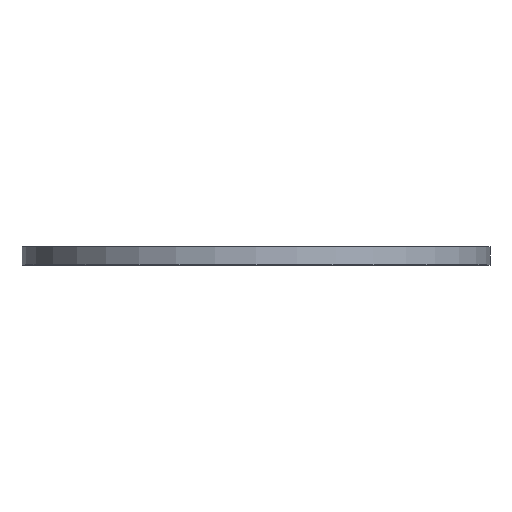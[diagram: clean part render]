
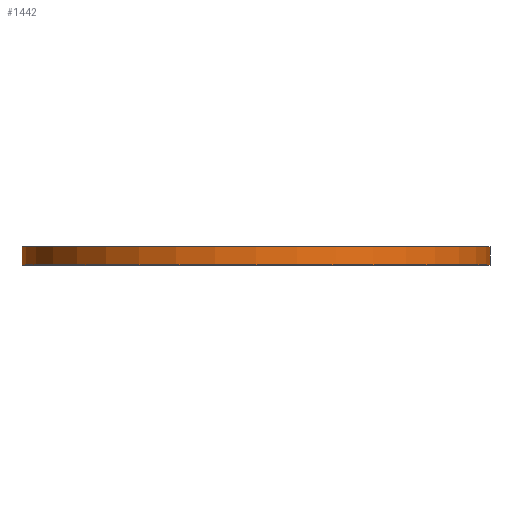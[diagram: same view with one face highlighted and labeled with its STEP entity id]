
A CAD part, top view. The second image highlights one B-rep face of the part: STEP entity #1442.
In plain terms, the highlighted cylindrical face has radius 1098.55 mm (diameter 2197.1 mm), a full revolution.
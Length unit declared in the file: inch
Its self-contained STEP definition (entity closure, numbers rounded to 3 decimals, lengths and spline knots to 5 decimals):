
#200=FACE_OUTER_BOUND('',#264,.T.);
#264=EDGE_LOOP('',(#1191,#1192,#1193,#1194));
#450=LINE('',#2466,#512);
#512=VECTOR('',#2088,43.25);
#635=CIRCLE('',#1651,43.25);
#636=CIRCLE('',#1652,43.25);
#759=VERTEX_POINT('',#2463);
#760=VERTEX_POINT('',#2465);
#944=EDGE_CURVE('',#759,#759,#635,.T.);
#945=EDGE_CURVE('',#759,#760,#450,.T.);
#946=EDGE_CURVE('',#760,#760,#636,.T.);
#1191=ORIENTED_EDGE('',*,*,#944,.F.);
#1192=ORIENTED_EDGE('',*,*,#945,.T.);
#1193=ORIENTED_EDGE('',*,*,#946,.T.);
#1194=ORIENTED_EDGE('',*,*,#945,.F.);
#1380=CYLINDRICAL_SURFACE('',#1650,43.25);
#1442=ADVANCED_FACE('',(#200),#1380,.T.);
#1650=AXIS2_PLACEMENT_3D('',#2462,#2084,#2085);
#1651=AXIS2_PLACEMENT_3D('',#2464,#2086,#2087);
#1652=AXIS2_PLACEMENT_3D('',#2467,#2089,#2090);
#2084=DIRECTION('center_axis',(0.,1.,0.));
#2085=DIRECTION('ref_axis',(-1.,0.,0.));
#2086=DIRECTION('center_axis',(0.,1.,0.));
#2087=DIRECTION('ref_axis',(-1.,0.,0.));
#2088=DIRECTION('',(0.,-1.,0.));
#2089=DIRECTION('center_axis',(0.,1.,0.));
#2090=DIRECTION('ref_axis',(-1.,0.,0.));
#2462=CARTESIAN_POINT('Origin',(0.,0.,0.));
#2463=CARTESIAN_POINT('',(43.25,3.353,0.));
#2464=CARTESIAN_POINT('Origin',(0.,3.353,0.));
#2465=CARTESIAN_POINT('',(43.25,0.,0.));
#2466=CARTESIAN_POINT('',(43.25,0.,0.));
#2467=CARTESIAN_POINT('Origin',(0.,0.,0.));
